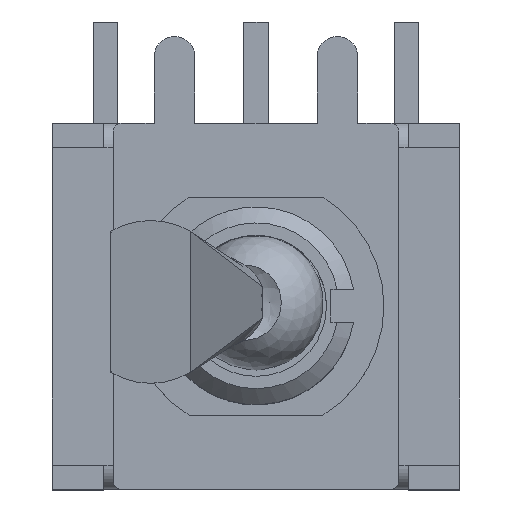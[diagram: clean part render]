
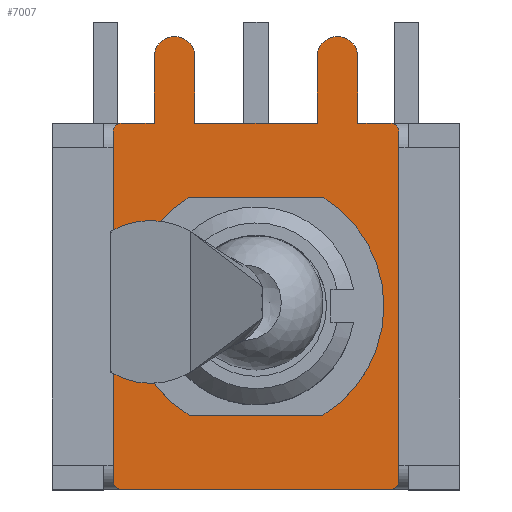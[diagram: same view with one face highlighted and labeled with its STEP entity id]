
A CAD part, top view. The second image highlights one B-rep face of the part: STEP entity #7007.
In plain terms, the highlighted planar face has unit normal (0, 0, 1).
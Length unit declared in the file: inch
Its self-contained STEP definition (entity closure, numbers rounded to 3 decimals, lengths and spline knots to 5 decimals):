
#180=FACE_BOUND('',#612,.T.);
#200=FACE_OUTER_BOUND('',#611,.T.);
#611=EDGE_LOOP('',(#4622,#4623,#4624,#4625,#4626,#4627,#4628,#4629,#4630,
#4631,#4632,#4633,#4634,#4635,#4636,#4637));
#612=EDGE_LOOP('',(#4638,#4639,#4640,#4641));
#1044=CIRCLE('',#7448,0.00984);
#1045=CIRCLE('',#7449,0.025);
#1046=CIRCLE('',#7450,0.025);
#1047=CIRCLE('',#7451,0.00984);
#1048=CIRCLE('',#7452,0.00984);
#1049=CIRCLE('',#7453,0.00984);
#1050=CIRCLE('',#7454,0.15709);
#1051=CIRCLE('',#7455,0.15709);
#1199=LINE('',#10152,#2050);
#1200=LINE('',#10154,#2051);
#1201=LINE('',#10158,#2052);
#1202=LINE('',#10160,#2053);
#1203=LINE('',#10162,#2054);
#1204=LINE('',#10166,#2055);
#1205=LINE('',#10168,#2056);
#1206=LINE('',#10172,#2057);
#1207=LINE('',#10176,#2058);
#1208=LINE('',#10179,#2059);
#1209=LINE('',#10182,#2060);
#1210=LINE('',#10186,#2061);
#2050=VECTOR('',#8079,0.3937);
#2051=VECTOR('',#8080,0.3937);
#2052=VECTOR('',#8083,0.3937);
#2053=VECTOR('',#8084,0.3937);
#2054=VECTOR('',#8085,0.3937);
#2055=VECTOR('',#8088,0.3937);
#2056=VECTOR('',#8089,0.3937);
#2057=VECTOR('',#8092,0.3937);
#2058=VECTOR('',#8095,0.3937);
#2059=VECTOR('',#8098,0.3937);
#2060=VECTOR('',#8099,0.3937);
#2061=VECTOR('',#8102,0.3937);
#2907=VERTEX_POINT('',#10148);
#2908=VERTEX_POINT('',#10149);
#2909=VERTEX_POINT('',#10151);
#2910=VERTEX_POINT('',#10153);
#2911=VERTEX_POINT('',#10155);
#2912=VERTEX_POINT('',#10157);
#2913=VERTEX_POINT('',#10159);
#2914=VERTEX_POINT('',#10161);
#2915=VERTEX_POINT('',#10163);
#2916=VERTEX_POINT('',#10165);
#2917=VERTEX_POINT('',#10167);
#2918=VERTEX_POINT('',#10169);
#2919=VERTEX_POINT('',#10171);
#2920=VERTEX_POINT('',#10173);
#2921=VERTEX_POINT('',#10175);
#2922=VERTEX_POINT('',#10177);
#2923=VERTEX_POINT('',#10180);
#2924=VERTEX_POINT('',#10181);
#2925=VERTEX_POINT('',#10183);
#2926=VERTEX_POINT('',#10185);
#3571=EDGE_CURVE('',#2907,#2908,#1044,.T.);
#3572=EDGE_CURVE('',#2909,#2907,#1199,.T.);
#3573=EDGE_CURVE('',#2910,#2909,#1200,.T.);
#3574=EDGE_CURVE('',#2911,#2910,#1045,.T.);
#3575=EDGE_CURVE('',#2912,#2911,#1201,.T.);
#3576=EDGE_CURVE('',#2913,#2912,#1202,.T.);
#3577=EDGE_CURVE('',#2914,#2913,#1203,.T.);
#3578=EDGE_CURVE('',#2915,#2914,#1046,.T.);
#3579=EDGE_CURVE('',#2916,#2915,#1204,.T.);
#3580=EDGE_CURVE('',#2917,#2916,#1205,.T.);
#3581=EDGE_CURVE('',#2918,#2917,#1047,.T.);
#3582=EDGE_CURVE('',#2919,#2918,#1206,.T.);
#3583=EDGE_CURVE('',#2920,#2919,#1048,.T.);
#3584=EDGE_CURVE('',#2921,#2920,#1207,.T.);
#3585=EDGE_CURVE('',#2922,#2921,#1049,.T.);
#3586=EDGE_CURVE('',#2908,#2922,#1208,.T.);
#3587=EDGE_CURVE('',#2923,#2924,#1209,.T.);
#3588=EDGE_CURVE('',#2925,#2924,#1050,.T.);
#3589=EDGE_CURVE('',#2925,#2926,#1210,.T.);
#3590=EDGE_CURVE('',#2923,#2926,#1051,.T.);
#4622=ORIENTED_EDGE('',*,*,#3571,.F.);
#4623=ORIENTED_EDGE('',*,*,#3572,.F.);
#4624=ORIENTED_EDGE('',*,*,#3573,.F.);
#4625=ORIENTED_EDGE('',*,*,#3574,.F.);
#4626=ORIENTED_EDGE('',*,*,#3575,.F.);
#4627=ORIENTED_EDGE('',*,*,#3576,.F.);
#4628=ORIENTED_EDGE('',*,*,#3577,.F.);
#4629=ORIENTED_EDGE('',*,*,#3578,.F.);
#4630=ORIENTED_EDGE('',*,*,#3579,.F.);
#4631=ORIENTED_EDGE('',*,*,#3580,.F.);
#4632=ORIENTED_EDGE('',*,*,#3581,.F.);
#4633=ORIENTED_EDGE('',*,*,#3582,.F.);
#4634=ORIENTED_EDGE('',*,*,#3583,.F.);
#4635=ORIENTED_EDGE('',*,*,#3584,.F.);
#4636=ORIENTED_EDGE('',*,*,#3585,.F.);
#4637=ORIENTED_EDGE('',*,*,#3586,.F.);
#4638=ORIENTED_EDGE('',*,*,#3587,.T.);
#4639=ORIENTED_EDGE('',*,*,#3588,.F.);
#4640=ORIENTED_EDGE('',*,*,#3589,.T.);
#4641=ORIENTED_EDGE('',*,*,#3590,.F.);
#6706=PLANE('',#7447);
#7007=ADVANCED_FACE('',(#200,#180),#6706,.T.);
#7447=AXIS2_PLACEMENT_3D('',#10147,#8075,#8076);
#7448=AXIS2_PLACEMENT_3D('',#10150,#8077,#8078);
#7449=AXIS2_PLACEMENT_3D('',#10156,#8081,#8082);
#7450=AXIS2_PLACEMENT_3D('',#10164,#8086,#8087);
#7451=AXIS2_PLACEMENT_3D('',#10170,#8090,#8091);
#7452=AXIS2_PLACEMENT_3D('',#10174,#8093,#8094);
#7453=AXIS2_PLACEMENT_3D('',#10178,#8096,#8097);
#7454=AXIS2_PLACEMENT_3D('',#10184,#8100,#8101);
#7455=AXIS2_PLACEMENT_3D('',#10187,#8103,#8104);
#8075=DIRECTION('center_axis',(0.,0.,
1.));
#8076=DIRECTION('ref_axis',(0.,-1.,0.));
#8077=DIRECTION('center_axis',(0.,0.,
-1.));
#8078=DIRECTION('ref_axis',(0.707,0.707,0.));
#8079=DIRECTION('',(1.,0.,0.));
#8080=DIRECTION('',(0.,-1.,0.));
#8081=DIRECTION('center_axis',(0.,0.,
-1.));
#8082=DIRECTION('ref_axis',(1.,0.,0.));
#8083=DIRECTION('',(0.,1.,0.));
#8084=DIRECTION('',(1.,0.,0.));
#8085=DIRECTION('',(0.,-1.,0.));
#8086=DIRECTION('center_axis',(0.,0.,
-1.));
#8087=DIRECTION('ref_axis',(1.,0.,0.));
#8088=DIRECTION('',(0.,1.,0.));
#8089=DIRECTION('',(1.,0.,0.));
#8090=DIRECTION('center_axis',(0.,0.,
-1.));
#8091=DIRECTION('ref_axis',(-0.707,0.707,0.));
#8092=DIRECTION('',(0.,1.,0.));
#8093=DIRECTION('center_axis',(0.,0.,
-1.));
#8094=DIRECTION('ref_axis',(-0.707,-0.707,0.));
#8095=DIRECTION('',(-1.,0.,0.));
#8096=DIRECTION('center_axis',(0.,0.,
-1.));
#8097=DIRECTION('ref_axis',(0.707,-0.707,0.));
#8098=DIRECTION('',(0.,-1.,0.));
#8099=DIRECTION('',(-1.,0.,0.));
#8100=DIRECTION('center_axis',(0.,0.,
1.));
#8101=DIRECTION('ref_axis',(-1.,0.,0.));
#8102=DIRECTION('',(1.,0.,0.));
#8103=DIRECTION('center_axis',(0.,0.,
1.));
#8104=DIRECTION('ref_axis',(-1.,0.,0.));
#10147=CARTESIAN_POINT('Origin',(0.,0.05762,
0.36614));
#10148=CARTESIAN_POINT('',(0.16535,0.225,0.36614));
#10149=CARTESIAN_POINT('',(0.1752,0.21516,0.36614));
#10150=CARTESIAN_POINT('Origin',(0.16535,0.21516,0.36614));
#10151=CARTESIAN_POINT('',(0.125,0.225,0.36614));
#10152=CARTESIAN_POINT('',(0.1752,0.225,0.36614));
#10153=CARTESIAN_POINT('',(0.125,0.3063,0.36614));
#10154=CARTESIAN_POINT('',(0.125,0.225,0.36614));
#10155=CARTESIAN_POINT('',(0.075,0.3063,0.36614));
#10156=CARTESIAN_POINT('Origin',(0.1,0.3063,0.36614));
#10157=CARTESIAN_POINT('',(0.075,0.225,0.36614));
#10158=CARTESIAN_POINT('',(0.075,0.3063,0.36614));
#10159=CARTESIAN_POINT('',(-0.075,0.225,0.36614));
#10160=CARTESIAN_POINT('',(0.075,0.225,0.36614));
#10161=CARTESIAN_POINT('',(-0.075,0.3063,0.36614));
#10162=CARTESIAN_POINT('',(-0.075,0.225,0.36614));
#10163=CARTESIAN_POINT('',(-0.125,0.3063,0.36614));
#10164=CARTESIAN_POINT('Origin',(-0.1,0.3063,
0.36614));
#10165=CARTESIAN_POINT('',(-0.125,0.225,0.36614));
#10166=CARTESIAN_POINT('',(-0.125,0.3063,0.36614));
#10167=CARTESIAN_POINT('',(-0.16535,0.225,0.36614));
#10168=CARTESIAN_POINT('',(-0.125,0.225,0.36614));
#10169=CARTESIAN_POINT('',(-0.1752,0.21516,0.36614));
#10170=CARTESIAN_POINT('Origin',(-0.16535,0.21516,0.36614));
#10171=CARTESIAN_POINT('',(-0.1752,-0.21516,0.36614));
#10172=CARTESIAN_POINT('',(-0.1752,0.225,0.36614));
#10173=CARTESIAN_POINT('',(-0.16535,-0.225,0.36614));
#10174=CARTESIAN_POINT('Origin',(-0.16535,-0.21516,0.36614));
#10175=CARTESIAN_POINT('',(0.16535,-0.225,0.36614));
#10176=CARTESIAN_POINT('',(-0.1752,-0.225,0.36614));
#10177=CARTESIAN_POINT('',(0.1752,-0.21516,0.36614));
#10178=CARTESIAN_POINT('Origin',(0.16535,-0.21516,0.36614));
#10179=CARTESIAN_POINT('',(0.1752,-0.225,0.36614));
#10180=CARTESIAN_POINT('',(0.08221,-0.13386,0.36614));
#10181=CARTESIAN_POINT('',(-0.08221,-0.13386,0.36614));
#10182=CARTESIAN_POINT('',(0.0411,-0.13386,0.36614));
#10183=CARTESIAN_POINT('',(-0.08221,0.13386,0.36614));
#10184=CARTESIAN_POINT('Origin',(0.,0.,
0.36614));
#10185=CARTESIAN_POINT('',(0.08221,0.13386,0.36614));
#10186=CARTESIAN_POINT('',(-0.0411,0.13386,0.36614));
#10187=CARTESIAN_POINT('Origin',(0.,0.,
0.36614));
